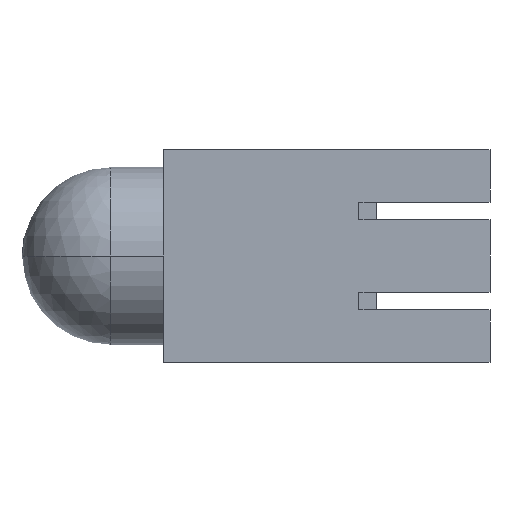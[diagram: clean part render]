
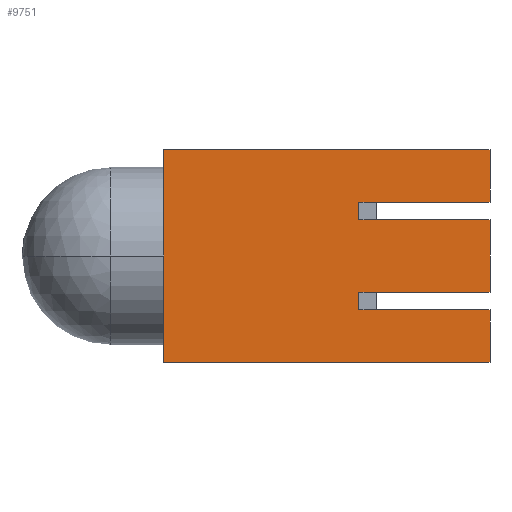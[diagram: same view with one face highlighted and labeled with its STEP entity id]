
A CAD part, front view. The second image highlights one B-rep face of the part: STEP entity #9751.
In plain terms, the highlighted planar face has unit normal (0, -1, 0).
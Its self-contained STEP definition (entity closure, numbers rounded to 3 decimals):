
#745 = LINE ( 'NONE', #746, #7517 ) ;
#746 = CARTESIAN_POINT ( 'NONE',  ( 0., 0., -3. ) ) ;
#747 = DIRECTION ( 'NONE',  ( 0., 0., 1. ) ) ;
#748 = LINE ( 'NONE', #749, #7518 ) ;
#749 = CARTESIAN_POINT ( 'NONE',  ( 9.2, 0., -3. ) ) ;
#750 = DIRECTION ( 'NONE',  ( 0., 0., 1. ) ) ;
#769 = LINE ( 'NONE', #770, #11521 ) ;
#770 = CARTESIAN_POINT ( 'NONE',  ( 4.6, 0., 1.52 ) ) ;
#771 = DIRECTION ( 'NONE',  ( 1., 0., 0. ) ) ;
#772 = LINE ( 'NONE', #773, #11525 ) ;
#773 = CARTESIAN_POINT ( 'NONE',  ( 4.6, 0., 1.52 ) ) ;
#774 = DIRECTION ( 'NONE',  ( 1., 0., 0. ) ) ;
#775 = LINE ( 'NONE', #776, #11528 ) ;
#776 = CARTESIAN_POINT ( 'NONE',  ( 5.5, 0., -8.685 ) ) ;
#777 = DIRECTION ( 'NONE',  ( 0., 0., -1. ) ) ;
#778 = LINE ( 'NONE', #779, #11531 ) ;
#779 = CARTESIAN_POINT ( 'NONE',  ( 4.6, 0., 1.02 ) ) ;
#780 = DIRECTION ( 'NONE',  ( 1., 0., 0. ) ) ;
#781 = LINE ( 'NONE', #782, #11534 ) ;
#782 = CARTESIAN_POINT ( 'NONE',  ( 4.6, 0., 1.02 ) ) ;
#783 = DIRECTION ( 'NONE',  ( 1., 0., 0. ) ) ;
#784 = LINE ( 'NONE', #785, #11537 ) ;
#785 = CARTESIAN_POINT ( 'NONE',  ( 9.2, 0., -3. ) ) ;
#786 = DIRECTION ( 'NONE',  ( 0., 0., 1. ) ) ;
#790 = LINE ( 'NONE', #791, #11543 ) ;
#791 = CARTESIAN_POINT ( 'NONE',  ( 4.6, 0., -1.02 ) ) ;
#792 = DIRECTION ( 'NONE',  ( 1., 0., 0. ) ) ;
#796 = LINE ( 'NONE', #797, #11550 ) ;
#797 = CARTESIAN_POINT ( 'NONE',  ( 4.6, 0., -1.02 ) ) ;
#798 = DIRECTION ( 'NONE',  ( 1., 0., 0. ) ) ;
#802 = LINE ( 'NONE', #803, #11557 ) ;
#803 = CARTESIAN_POINT ( 'NONE',  ( 5.5, 0., -8.685 ) ) ;
#804 = DIRECTION ( 'NONE',  ( 0., 0., 1. ) ) ;
#808 = LINE ( 'NONE', #809, #11563 ) ;
#809 = CARTESIAN_POINT ( 'NONE',  ( 4.6, 0., -1.52 ) ) ;
#810 = DIRECTION ( 'NONE',  ( 1., 0., 0. ) ) ;
#811 = LINE ( 'NONE', #812, #11566 ) ;
#812 = CARTESIAN_POINT ( 'NONE',  ( 4.6, 0., -1.52 ) ) ;
#813 = DIRECTION ( 'NONE',  ( 1., 0., 0. ) ) ;
#1388 = PLANE ( 'NONE',  #11034 ) ;
#1389 = CARTESIAN_POINT ( 'NONE',  ( 9.2, 0., -3. ) ) ;
#1390 = DIRECTION ( 'NONE',  ( 0., -1., 0. ) ) ;
#1391 = DIRECTION ( 'NONE',  ( 1., 0., 0. ) ) ;
#2976 = EDGE_LOOP ( 'NONE', ( #9266, #9261, #9263, #9259, #9258, #9256, #9254, #9249, #9246, #9239, #9236, #9233, #9229, #9213, #8406, #9206 ) ) ;
#5500 = CARTESIAN_POINT ( 'NONE',  ( 0., 0., 3. ) ) ;
#5501 = CARTESIAN_POINT ( 'NONE',  ( 9.2, 0., 3. ) ) ;
#5513 = CARTESIAN_POINT ( 'NONE',  ( 6., 0., -1.52 ) ) ;
#5514 = CARTESIAN_POINT ( 'NONE',  ( 9.2, 0., -1.52 ) ) ;
#5515 = CARTESIAN_POINT ( 'NONE',  ( 5.5, 0., -1.52 ) ) ;
#5516 = CARTESIAN_POINT ( 'NONE',  ( 5.5, 0., -1.02 ) ) ;
#5517 = CARTESIAN_POINT ( 'NONE',  ( 6., 0., -1.02 ) ) ;
#5518 = CARTESIAN_POINT ( 'NONE',  ( 9.2, 0., -1.02 ) ) ;
#5519 = CARTESIAN_POINT ( 'NONE',  ( 9.2, 0., 1.02 ) ) ;
#5520 = CARTESIAN_POINT ( 'NONE',  ( 6., 0., 1.02 ) ) ;
#5523 = CARTESIAN_POINT ( 'NONE',  ( 5.5, 0., 1.02 ) ) ;
#5524 = CARTESIAN_POINT ( 'NONE',  ( 5.5, 0., 1.52 ) ) ;
#5525 = CARTESIAN_POINT ( 'NONE',  ( 6., 0., 1.52 ) ) ;
#5526 = CARTESIAN_POINT ( 'NONE',  ( 9.2, 0., 1.52 ) ) ;
#5527 = CARTESIAN_POINT ( 'NONE',  ( 0., 0., -3. ) ) ;
#5528 = CARTESIAN_POINT ( 'NONE',  ( 9.2, 0., -3. ) ) ;
#5747 = VECTOR ( 'NONE', #6782, 1000. ) ;
#6780 = LINE ( 'NONE', #6781, #5747 ) ;
#6781 = CARTESIAN_POINT ( 'NONE',  ( 9.2, 0., 3. ) ) ;
#6782 = DIRECTION ( 'NONE',  ( 1., 0., 0. ) ) ;
#7517 = VECTOR ( 'NONE', #747, 1000. ) ;
#7518 = VECTOR ( 'NONE', #750, 1000. ) ;
#7820 = LINE ( 'NONE', #7821, #10540 ) ;
#7821 = CARTESIAN_POINT ( 'NONE',  ( 9.2, 0., -3. ) ) ;
#7822 = DIRECTION ( 'NONE',  ( 0., 0., 1. ) ) ;
#7823 = LINE ( 'NONE', #7824, #10541 ) ;
#7824 = CARTESIAN_POINT ( 'NONE',  ( 9.2, 0., -3. ) ) ;
#7825 = DIRECTION ( 'NONE',  ( 1., 0., 0. ) ) ;
#8406 = ORIENTED_EDGE ( 'NONE', *, *, #9813, .T. ) ;
#8455 = VERTEX_POINT ( 'NONE', #5500 ) ;
#8456 = VERTEX_POINT ( 'NONE', #5501 ) ;
#8468 = VERTEX_POINT ( 'NONE', #5513 ) ;
#8469 = VERTEX_POINT ( 'NONE', #5514 ) ;
#8470 = VERTEX_POINT ( 'NONE', #5515 ) ;
#8471 = VERTEX_POINT ( 'NONE', #5516 ) ;
#8472 = VERTEX_POINT ( 'NONE', #5517 ) ;
#8473 = VERTEX_POINT ( 'NONE', #5518 ) ;
#8474 = VERTEX_POINT ( 'NONE', #5519 ) ;
#8475 = VERTEX_POINT ( 'NONE', #5520 ) ;
#8478 = VERTEX_POINT ( 'NONE', #5523 ) ;
#8479 = VERTEX_POINT ( 'NONE', #5524 ) ;
#8480 = VERTEX_POINT ( 'NONE', #5525 ) ;
#8481 = VERTEX_POINT ( 'NONE', #5526 ) ;
#8482 = VERTEX_POINT ( 'NONE', #5527 ) ;
#8483 = VERTEX_POINT ( 'NONE', #5528 ) ;
#9206 = ORIENTED_EDGE ( 'NONE', *, *, #9812, .T. ) ;
#9213 = ORIENTED_EDGE ( 'NONE', *, *, #11280, .F. ) ;
#9229 = ORIENTED_EDGE ( 'NONE', *, *, #9463, .F. ) ;
#9233 = ORIENTED_EDGE ( 'NONE', *, *, #11281, .T. ) ;
#9236 = ORIENTED_EDGE ( 'NONE', *, *, #11288, .T. ) ;
#9239 = ORIENTED_EDGE ( 'NONE', *, *, #11289, .T. ) ;
#9246 = ORIENTED_EDGE ( 'NONE', *, *, #11290, .F. ) ;
#9249 = ORIENTED_EDGE ( 'NONE', *, *, #11291, .F. ) ;
#9254 = ORIENTED_EDGE ( 'NONE', *, *, #11292, .F. ) ;
#9256 = ORIENTED_EDGE ( 'NONE', *, *, #11293, .T. ) ;
#9258 = ORIENTED_EDGE ( 'NONE', *, *, #11295, .T. ) ;
#9259 = ORIENTED_EDGE ( 'NONE', *, *, #11297, .T. ) ;
#9261 = ORIENTED_EDGE ( 'NONE', *, *, #11302, .F. ) ;
#9263 = ORIENTED_EDGE ( 'NONE', *, *, #11299, .T. ) ;
#9266 = ORIENTED_EDGE ( 'NONE', *, *, #11301, .F. ) ;
#9463 = EDGE_CURVE ( 'NONE', #8455, #8456, #6780, .T. ) ;
#9751 = ADVANCED_FACE ( 'NONE', ( #11031 ), #1388, .T. ) ;
#9812 = EDGE_CURVE ( 'NONE', #8483, #8469, #7820, .T. ) ;
#9813 = EDGE_CURVE ( 'NONE', #8482, #8483, #7823, .T. ) ;
#10540 = VECTOR ( 'NONE', #7822, 1000. ) ;
#10541 = VECTOR ( 'NONE', #7825, 1000. ) ;
#11031 = FACE_OUTER_BOUND ( 'NONE', #2976, .T. ) ;
#11034 = AXIS2_PLACEMENT_3D ( 'NONE', #1389, #1390, #1391 ) ;
#11280 = EDGE_CURVE ( 'NONE', #8482, #8455, #745, .T. ) ;
#11281 = EDGE_CURVE ( 'NONE', #8481, #8456, #748, .T. ) ;
#11288 = EDGE_CURVE ( 'NONE', #8480, #8481, #769, .T. ) ;
#11289 = EDGE_CURVE ( 'NONE', #8479, #8480, #772, .T. ) ;
#11290 = EDGE_CURVE ( 'NONE', #8479, #8478, #775, .T. ) ;
#11291 = EDGE_CURVE ( 'NONE', #8478, #8475, #778, .T. ) ;
#11292 = EDGE_CURVE ( 'NONE', #8475, #8474, #781, .T. ) ;
#11293 = EDGE_CURVE ( 'NONE', #8473, #8474, #784, .T. ) ;
#11295 = EDGE_CURVE ( 'NONE', #8472, #8473, #790, .T. ) ;
#11297 = EDGE_CURVE ( 'NONE', #8471, #8472, #796, .T. ) ;
#11299 = EDGE_CURVE ( 'NONE', #8470, #8471, #802, .T. ) ;
#11301 = EDGE_CURVE ( 'NONE', #8468, #8469, #808, .T. ) ;
#11302 = EDGE_CURVE ( 'NONE', #8470, #8468, #811, .T. ) ;
#11521 = VECTOR ( 'NONE', #771, 1000. ) ;
#11525 = VECTOR ( 'NONE', #774, 1000. ) ;
#11528 = VECTOR ( 'NONE', #777, 1000. ) ;
#11531 = VECTOR ( 'NONE', #780, 1000. ) ;
#11534 = VECTOR ( 'NONE', #783, 1000. ) ;
#11537 = VECTOR ( 'NONE', #786, 1000. ) ;
#11543 = VECTOR ( 'NONE', #792, 1000. ) ;
#11550 = VECTOR ( 'NONE', #798, 1000. ) ;
#11557 = VECTOR ( 'NONE', #804, 1000. ) ;
#11563 = VECTOR ( 'NONE', #810, 1000. ) ;
#11566 = VECTOR ( 'NONE', #813, 1000. ) ;
